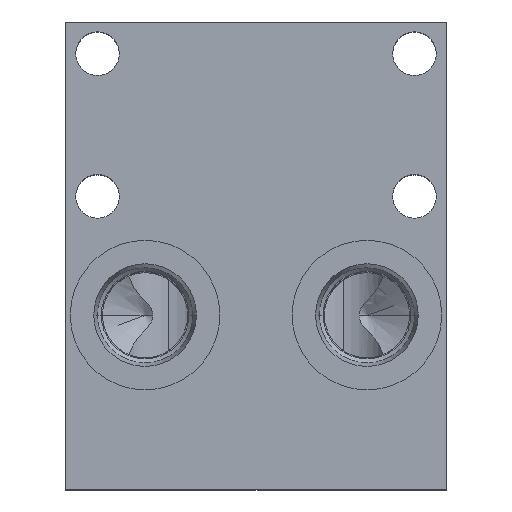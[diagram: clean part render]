
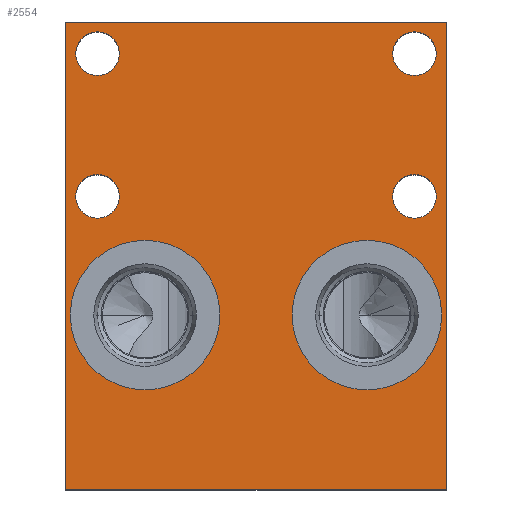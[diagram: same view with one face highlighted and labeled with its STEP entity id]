
A CAD part, top view. The second image highlights one B-rep face of the part: STEP entity #2554.
In plain terms, the highlighted planar face has unit normal (0, 0, 1).
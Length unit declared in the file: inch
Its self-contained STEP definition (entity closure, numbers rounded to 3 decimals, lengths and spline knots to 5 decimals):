
#113=DIRECTION('',(0.,-1.,0.));
#114=VECTOR('',#113,3.688);
#115=CARTESIAN_POINT('',(0.,0.,1.938));
#116=LINE('',#115,#114);
#117=DIRECTION('',(-1.,0.,0.));
#118=VECTOR('',#117,3.);
#119=CARTESIAN_POINT('',(3.,0.,1.938));
#120=LINE('',#119,#118);
#121=DIRECTION('',(0.,1.,0.));
#122=VECTOR('',#121,3.688);
#123=CARTESIAN_POINT('',(3.,-3.688,1.938));
#124=LINE('',#123,#122);
#125=DIRECTION('',(1.,0.,0.));
#126=VECTOR('',#125,3.);
#127=CARTESIAN_POINT('',(0.,-3.688,1.938));
#128=LINE('',#127,#126);
#129=CARTESIAN_POINT('',(0.625,-2.312,1.938));
#130=DIRECTION('',(0.,0.,-1.));
#131=DIRECTION('',(-1.,0.,0.));
#132=AXIS2_PLACEMENT_3D('',#129,#130,#131);
#134=CARTESIAN_POINT('',(0.625,-2.312,1.938));
#135=DIRECTION('',(0.,0.,-1.));
#136=DIRECTION('',(1.,0.,0.));
#137=AXIS2_PLACEMENT_3D('',#134,#135,#136);
#139=CARTESIAN_POINT('',(2.375,-2.312,1.938));
#140=DIRECTION('',(0.,0.,-1.));
#141=DIRECTION('',(-1.,0.,0.));
#142=AXIS2_PLACEMENT_3D('',#139,#140,#141);
#144=CARTESIAN_POINT('',(2.375,-2.312,1.938));
#145=DIRECTION('',(0.,0.,-1.));
#146=DIRECTION('',(1.,0.,0.));
#147=AXIS2_PLACEMENT_3D('',#144,#145,#146);
#149=CARTESIAN_POINT('',(0.25,-0.25,1.938));
#150=DIRECTION('',(0.,0.,1.));
#151=DIRECTION('',(0.,1.,0.));
#152=AXIS2_PLACEMENT_3D('',#149,#150,#151);
#154=CARTESIAN_POINT('',(0.25,-0.25,1.938));
#155=DIRECTION('',(0.,0.,1.));
#156=DIRECTION('',(0.,-1.,0.));
#157=AXIS2_PLACEMENT_3D('',#154,#155,#156);
#159=CARTESIAN_POINT('',(2.75,-0.25,1.938));
#160=DIRECTION('',(0.,0.,1.));
#161=DIRECTION('',(0.,1.,0.));
#162=AXIS2_PLACEMENT_3D('',#159,#160,#161);
#164=CARTESIAN_POINT('',(2.75,-0.25,1.938));
#165=DIRECTION('',(0.,0.,1.));
#166=DIRECTION('',(0.,-1.,0.));
#167=AXIS2_PLACEMENT_3D('',#164,#165,#166);
#169=CARTESIAN_POINT('',(2.75,-1.375,1.938));
#170=DIRECTION('',(0.,0.,1.));
#171=DIRECTION('',(0.,1.,0.));
#172=AXIS2_PLACEMENT_3D('',#169,#170,#171);
#174=CARTESIAN_POINT('',(2.75,-1.375,1.938));
#175=DIRECTION('',(0.,0.,1.));
#176=DIRECTION('',(0.,-1.,0.));
#177=AXIS2_PLACEMENT_3D('',#174,#175,#176);
#179=CARTESIAN_POINT('',(0.25,-1.375,1.938));
#180=DIRECTION('',(0.,0.,1.));
#181=DIRECTION('',(0.,1.,0.));
#182=AXIS2_PLACEMENT_3D('',#179,#180,#181);
#184=CARTESIAN_POINT('',(0.25,-1.375,1.938));
#185=DIRECTION('',(0.,0.,1.));
#186=DIRECTION('',(0.,-1.,0.));
#187=AXIS2_PLACEMENT_3D('',#184,#185,#186);
#2117=CARTESIAN_POINT('',(0.,0.,1.938));
#2118=CARTESIAN_POINT('',(0.,-3.688,1.938));
#2119=VERTEX_POINT('',#2117);
#2120=VERTEX_POINT('',#2118);
#2121=CARTESIAN_POINT('',(3.,-3.688,1.938));
#2122=VERTEX_POINT('',#2121);
#2123=CARTESIAN_POINT('',(3.,0.,1.938));
#2124=VERTEX_POINT('',#2123);
#2125=CARTESIAN_POINT('',(0.035,-2.312,1.938));
#2127=VERTEX_POINT('',#2125);
#2129=CARTESIAN_POINT('',(1.215,-2.312,1.938));
#2131=VERTEX_POINT('',#2129);
#2157=CARTESIAN_POINT('',(1.785,-2.312,1.938));
#2159=VERTEX_POINT('',#2157);
#2161=CARTESIAN_POINT('',(2.965,-2.312,1.938));
#2163=VERTEX_POINT('',#2161);
#2193=CARTESIAN_POINT('',(0.25,-0.078,1.938));
#2194=CARTESIAN_POINT('',(0.25,-0.422,1.938));
#2195=VERTEX_POINT('',#2193);
#2196=VERTEX_POINT('',#2194);
#2201=CARTESIAN_POINT('',(2.75,-0.078,1.938));
#2202=CARTESIAN_POINT('',(2.75,-0.422,1.938));
#2203=VERTEX_POINT('',#2201);
#2204=VERTEX_POINT('',#2202);
#2209=CARTESIAN_POINT('',(2.75,-1.203,1.938));
#2210=CARTESIAN_POINT('',(2.75,-1.547,1.938));
#2211=VERTEX_POINT('',#2209);
#2212=VERTEX_POINT('',#2210);
#2217=CARTESIAN_POINT('',(0.25,-1.203,1.938));
#2218=CARTESIAN_POINT('',(0.25,-1.547,1.938));
#2219=VERTEX_POINT('',#2217);
#2220=VERTEX_POINT('',#2218);
#2507=CARTESIAN_POINT('',(0.,0.,1.938));
#2508=DIRECTION('',(0.,0.,1.));
#2509=DIRECTION('',(1.,0.,0.));
#2510=AXIS2_PLACEMENT_3D('',#2507,#2508,#2509);
#2511=PLANE('',#2510);
#2512=ORIENTED_EDGE('',*,*,#2447,.F.);
#2513=ORIENTED_EDGE('',*,*,#2462,.F.);
#2514=ORIENTED_EDGE('',*,*,#2476,.F.);
#2515=ORIENTED_EDGE('',*,*,#2489,.F.);
#2516=EDGE_LOOP('',(#2512,#2513,#2514,#2515));
#2517=FACE_OUTER_BOUND('',#2516,.F.);
#2519=ORIENTED_EDGE('',*,*,#2518,.F.);
#2521=ORIENTED_EDGE('',*,*,#2520,.F.);
#2522=EDGE_LOOP('',(#2519,#2521));
#2523=FACE_BOUND('',#2522,.F.);
#2525=ORIENTED_EDGE('',*,*,#2524,.F.);
#2527=ORIENTED_EDGE('',*,*,#2526,.F.);
#2528=EDGE_LOOP('',(#2525,#2527));
#2529=FACE_BOUND('',#2528,.F.);
#2531=ORIENTED_EDGE('',*,*,#2530,.T.);
#2533=ORIENTED_EDGE('',*,*,#2532,.T.);
#2534=EDGE_LOOP('',(#2531,#2533));
#2535=FACE_BOUND('',#2534,.F.);
#2537=ORIENTED_EDGE('',*,*,#2536,.T.);
#2539=ORIENTED_EDGE('',*,*,#2538,.T.);
#2540=EDGE_LOOP('',(#2537,#2539));
#2541=FACE_BOUND('',#2540,.F.);
#2543=ORIENTED_EDGE('',*,*,#2542,.T.);
#2545=ORIENTED_EDGE('',*,*,#2544,.T.);
#2546=EDGE_LOOP('',(#2543,#2545));
#2547=FACE_BOUND('',#2546,.F.);
#2549=ORIENTED_EDGE('',*,*,#2548,.T.);
#2551=ORIENTED_EDGE('',*,*,#2550,.T.);
#2552=EDGE_LOOP('',(#2549,#2551));
#2553=FACE_BOUND('',#2552,.F.);
#2554=ADVANCED_FACE('',(#2517,#2523,#2529,#2535,#2541,#2547,#2553),#2511,.T.);
#133=CIRCLE('',#132,0.59);
#138=CIRCLE('',#137,0.59);
#143=CIRCLE('',#142,0.59);
#148=CIRCLE('',#147,0.59);
#153=CIRCLE('',#152,0.172);
#158=CIRCLE('',#157,0.172);
#163=CIRCLE('',#162,0.172);
#168=CIRCLE('',#167,0.172);
#173=CIRCLE('',#172,0.172);
#178=CIRCLE('',#177,0.172);
#183=CIRCLE('',#182,0.172);
#188=CIRCLE('',#187,0.172);
#2447=EDGE_CURVE('',#2119,#2120,#116,.T.);
#2462=EDGE_CURVE('',#2124,#2119,#120,.T.);
#2476=EDGE_CURVE('',#2122,#2124,#124,.T.);
#2489=EDGE_CURVE('',#2120,#2122,#128,.T.);
#2518=EDGE_CURVE('',#2127,#2131,#133,.T.);
#2520=EDGE_CURVE('',#2131,#2127,#138,.T.);
#2524=EDGE_CURVE('',#2159,#2163,#143,.T.);
#2526=EDGE_CURVE('',#2163,#2159,#148,.T.);
#2530=EDGE_CURVE('',#2195,#2196,#153,.T.);
#2532=EDGE_CURVE('',#2196,#2195,#158,.T.);
#2536=EDGE_CURVE('',#2203,#2204,#163,.T.);
#2538=EDGE_CURVE('',#2204,#2203,#168,.T.);
#2542=EDGE_CURVE('',#2211,#2212,#173,.T.);
#2544=EDGE_CURVE('',#2212,#2211,#178,.T.);
#2548=EDGE_CURVE('',#2219,#2220,#183,.T.);
#2550=EDGE_CURVE('',#2220,#2219,#188,.T.);
